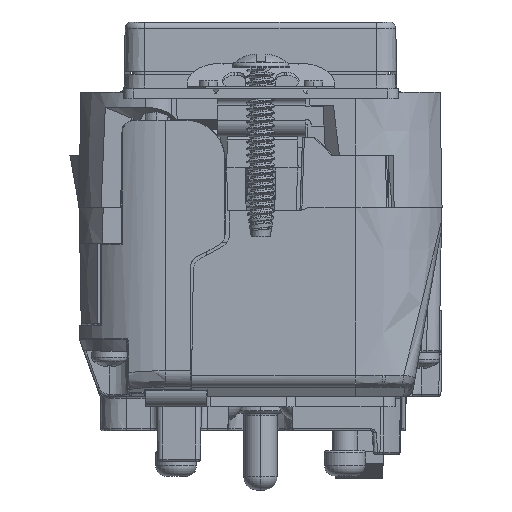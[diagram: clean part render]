
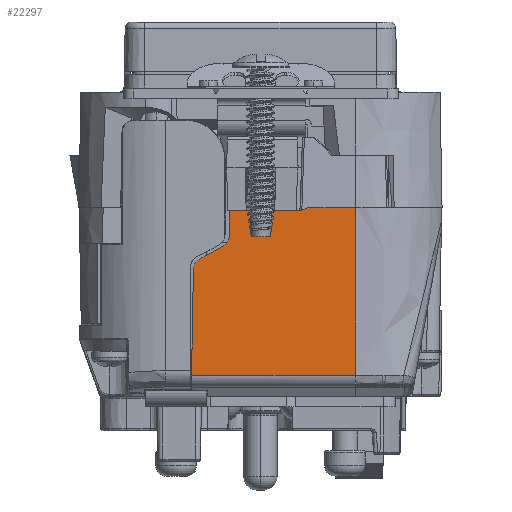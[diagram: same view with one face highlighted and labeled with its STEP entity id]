
A CAD part, front view. The second image highlights one B-rep face of the part: STEP entity #22297.
In plain terms, the highlighted planar face has unit normal (0, -1, -0.018).
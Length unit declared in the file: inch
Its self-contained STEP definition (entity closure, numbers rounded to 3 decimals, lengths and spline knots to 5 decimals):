
#230 = ORIENTED_EDGE ( 'NONE', *, *, #20472, .T. ) ;
#1618 = VERTEX_POINT ( 'NONE', #88842 ) ;
#2308 = CARTESIAN_POINT ( 'NONE',  ( 1.71207, 0.83673, 2.05274 ) ) ;
#4538 = CARTESIAN_POINT ( 'NONE',  ( 1.71305, 0.82277, 2.85222 ) ) ;
#6166 = PLANE ( 'NONE',  #107727 ) ;
#6989 = CARTESIAN_POINT ( 'NONE',  ( 1.45282, 0.82301, 2.83868 ) ) ;
#7631 = CARTESIAN_POINT ( 'NONE',  ( 1.45288, 0.823, 2.83907 ) ) ;
#9184 = DIRECTION ( 'NONE',  ( -1., 0., 0. ) ) ;
#10272 = DIRECTION ( 'NONE',  ( -1., 0., 0. ) ) ;
#11872 = CARTESIAN_POINT ( 'NONE',  ( 1.08318, 0.82596, 2.66972 ) ) ;
#12522 = CARTESIAN_POINT ( 'NONE',  ( 1.01276, 0.8267, 2.62732 ) ) ;
#15903 = CARTESIAN_POINT ( 'NONE',  ( 1.71273, 0.83673, 2.05274 ) ) ;
#17637 = VERTEX_POINT ( 'NONE', #145552 ) ;
#20326 = LINE ( 'NONE', #140837, #82779 ) ;
#20472 = EDGE_CURVE ( 'NONE', #123820, #175675, #100309, .T. ) ;
#22297 = ADVANCED_FACE ( 'NONE', ( #107512 ), #6166, .T. ) ;
#22917 = DIRECTION ( 'NONE',  ( 0., -1., -0.017 ) ) ;
#26901 = CARTESIAN_POINT ( 'NONE',  ( 1.71305, 0.83673, 2.05274 ) ) ;
#27291 = ORIENTED_EDGE ( 'NONE', *, *, #116094, .F. ) ;
#28111 =( BOUNDED_CURVE ( )  B_SPLINE_CURVE ( 3, ( #154323, #85702, #85076, #158171 ),
 .UNSPECIFIED., .F., .T. ) 
 B_SPLINE_CURVE_WITH_KNOTS ( ( 4, 4 ),
 ( 1.5708, 2.55667 ),
 .UNSPECIFIED. ) 
 CURVE ( )  GEOMETRIC_REPRESENTATION_ITEM ( )  RATIONAL_B_SPLINE_CURVE ( ( 1., 0.921, 0.921, 1. ) ) 
 REPRESENTATION_ITEM ( '' )  );
#28117 = DIRECTION ( 'NONE',  ( -0.017, 0.017, -1. ) ) ;
#28528 = CARTESIAN_POINT ( 'NONE',  ( 0.93921, 0.82793, 2.55689 ) ) ;
#29466 = EDGE_CURVE ( 'NONE', #153929, #107986, #186867, .T. ) ;
#30118 = CARTESIAN_POINT ( 'NONE',  ( 1.11005, 0.82509, 2.71975 ) ) ;
#30446 = CARTESIAN_POINT ( 'NONE',  ( 0.97509, 0.82699, 2.61079 ) ) ;
#32783 = CARTESIAN_POINT ( 'NONE',  ( 1.45288, 0.823, 2.83907 ) ) ;
#34848 = CARTESIAN_POINT ( 'NONE',  ( 1.71305, 0.83673, 2.05274 ) ) ;
#38573 = CARTESIAN_POINT ( 'NONE',  ( 1.45259, 0.82303, 2.83722 ) ) ;
#39429 = CARTESIAN_POINT ( 'NONE',  ( 0.93921, 0.82793, 2.55689 ) ) ;
#39804 = CARTESIAN_POINT ( 'NONE',  ( 1.45266, 0.82303, 2.83765 ) ) ;
#41270 = DIRECTION ( 'NONE',  ( 0., 0.017, -1. ) ) ;
#41557 = CARTESIAN_POINT ( 'NONE',  ( 0.97509, 0.82699, 2.61079 ) ) ;
#44520 = EDGE_CURVE ( 'NONE', #108237, #153929, #171116, .T. ) ;
#46841 = CARTESIAN_POINT ( 'NONE',  ( 1.71207, 0.83673, 2.05274 ) ) ;
#49226 = VECTOR ( 'NONE', #41270, 39.37008 ) ;
#53105 = CARTESIAN_POINT ( 'NONE',  ( 1.71305, 0.82303, 2.83722 ) ) ;
#53497 = ORIENTED_EDGE ( 'NONE', *, *, #44520, .T. ) ;
#59952 = CARTESIAN_POINT ( 'NONE',  ( 0.93041, 0.83673, 2.05274 ) ) ;
#60761 =( BOUNDED_CURVE ( )  B_SPLINE_CURVE ( 3, ( #41557, #12522, #72067, #11872 ),
 .UNSPECIFIED., .F., .T. ) 
 B_SPLINE_CURVE_WITH_KNOTS ( ( 4, 4 ),
 ( 3.55508, 3.72651 ),
 .UNSPECIFIED. ) 
 CURVE ( )  GEOMETRIC_REPRESENTATION_ITEM ( )  RATIONAL_B_SPLINE_CURVE ( ( 1., 0.998, 0.998, 1. ) ) 
 REPRESENTATION_ITEM ( '' )  );
#64533 = EDGE_CURVE ( 'NONE', #160736, #17637, #28111, .T. ) ;
#66436 = ORIENTED_EDGE ( 'NONE', *, *, #175150, .T. ) ;
#72067 = CARTESIAN_POINT ( 'NONE',  ( 1.04888, 0.82636, 2.64701 ) ) ;
#73914 = ORIENTED_EDGE ( 'NONE', *, *, #189294, .T. ) ;
#74724 = CARTESIAN_POINT ( 'NONE',  ( 1.71205, 0.83673, 2.05274 ) ) ;
#77739 = ORIENTED_EDGE ( 'NONE', *, *, #121882, .T. ) ;
#79271 = VERTEX_POINT ( 'NONE', #114073 ) ;
#82779 = VECTOR ( 'NONE', #155813, 39.37008 ) ;
#85076 = CARTESIAN_POINT ( 'NONE',  ( 1.10032, 0.82576, 2.68108 ) ) ;
#85702 = CARTESIAN_POINT ( 'NONE',  ( 1.11005, 0.82544, 2.69919 ) ) ;
#85897 = CARTESIAN_POINT ( 'NONE',  ( 1.11005, 0.82303, 2.83722 ) ) ;
#86174 = CARTESIAN_POINT ( 'NONE',  ( 1.49491, 0.82274, 2.85437 ) ) ;
#86630 = LINE ( 'NONE', #86174, #112067 ) ;
#86983 = CARTESIAN_POINT ( 'NONE',  ( 0.92948, 0.83766, 1.99949 ) ) ;
#87168 = LINE ( 'NONE', #53105, #101094 ) ;
#88412 = EDGE_CURVE ( 'NONE', #166064, #1618, #116848, .T. ) ;
#88842 = CARTESIAN_POINT ( 'NONE',  ( 1.48901, 0.82277, 2.85222 ) ) ;
#90849 = CARTESIAN_POINT ( 'NONE',  ( 1.71206, 0.83673, 2.05274 ) ) ;
#96486 = ORIENTED_EDGE ( 'NONE', *, *, #29466, .T. ) ;
#97249 = CARTESIAN_POINT ( 'NONE',  ( 1.71305, 0.82277, 2.85222 ) ) ;
#99782 = DIRECTION ( 'NONE',  ( -0.94, 0.006, -0.342 ) ) ;
#100309 =( BOUNDED_CURVE ( )  B_SPLINE_CURVE ( 3, ( #30446, #177119, #131938, #28528 ),
 .UNSPECIFIED., .F., .T. ) 
 B_SPLINE_CURVE_WITH_KNOTS ( ( 4, 4 ),
 ( 0.41348, 1.55334 ),
 .UNSPECIFIED. ) 
 CURVE ( )  GEOMETRIC_REPRESENTATION_ITEM ( )  RATIONAL_B_SPLINE_CURVE ( ( 1., 0.895, 0.895, 1. ) ) 
 REPRESENTATION_ITEM ( '' )  );
#101094 = VECTOR ( 'NONE', #9184, 39.37008 ) ;
#104175 = ORIENTED_EDGE ( 'NONE', *, *, #188266, .T. ) ;
#107512 = FACE_OUTER_BOUND ( 'NONE', #127444, .T. ) ;
#107727 = AXIS2_PLACEMENT_3D ( 'NONE', #97249, #22917, #139265 ) ;
#107986 = VERTEX_POINT ( 'NONE', #26901 ) ;
#108237 = VERTEX_POINT ( 'NONE', #59952 ) ;
#108342 = VERTEX_POINT ( 'NONE', #32783 ) ;
#112067 = VECTOR ( 'NONE', #99782, 39.37008 ) ;
#114073 = CARTESIAN_POINT ( 'NONE',  ( 1.45259, 0.82303, 2.83722 ) ) ;
#116094 = EDGE_CURVE ( 'NONE', #123820, #17637, #60761, .T. ) ;
#116848 = LINE ( 'NONE', #165948, #169968 ) ;
#120600 = EDGE_CURVE ( 'NONE', #79271, #178209, #87168, .T. ) ;
#121882 = EDGE_CURVE ( 'NONE', #1618, #108342, #86630, .T. ) ;
#123820 = VERTEX_POINT ( 'NONE', #164461 ) ;
#127444 = EDGE_LOOP ( 'NONE', ( #104175, #53497, #96486, #73914, #168557, #77739, #66436, #135831, #140238, #182059, #27291, #230 ) ) ;
#127885 = LINE ( 'NONE', #175710, #49226 ) ;
#131938 = CARTESIAN_POINT ( 'NONE',  ( 0.93963, 0.82751, 2.58101 ) ) ;
#134158 = CARTESIAN_POINT ( 'NONE',  ( 1.7124, 0.83673, 2.05274 ) ) ;
#135406 = CARTESIAN_POINT ( 'NONE',  ( 1.71205, 0.83673, 2.05274 ) ) ;
#135831 = ORIENTED_EDGE ( 'NONE', *, *, #120600, .T. ) ;
#139265 = DIRECTION ( 'NONE',  ( 0., 0.017, -1. ) ) ;
#139549 = DIRECTION ( 'NONE',  ( 1., 0., 0. ) ) ;
#140238 = ORIENTED_EDGE ( 'NONE', *, *, #163606, .T. ) ;
#140837 = CARTESIAN_POINT ( 'NONE',  ( 1.71305, 0.82277, 2.85222 ) ) ;
#145552 = CARTESIAN_POINT ( 'NONE',  ( 1.08318, 0.82596, 2.66972 ) ) ;
#150233 = VECTOR ( 'NONE', #28117, 39.37008 ) ;
#153929 = VERTEX_POINT ( 'NONE', #74724 ) ;
#154323 = CARTESIAN_POINT ( 'NONE',  ( 1.11005, 0.82509, 2.71975 ) ) ;
#155813 = DIRECTION ( 'NONE',  ( 0., -0.017, 1. ) ) ;
#158171 = CARTESIAN_POINT ( 'NONE',  ( 1.08318, 0.82596, 2.66972 ) ) ;
#160736 = VERTEX_POINT ( 'NONE', #30118 ) ;
#161748 = LINE ( 'NONE', #86983, #150233 ) ;
#161975 = VECTOR ( 'NONE', #139549, 39.37008 ) ;
#162703 = CARTESIAN_POINT ( 'NONE',  ( 1.71305, 0.83673, 2.05274 ) ) ;
#163606 = EDGE_CURVE ( 'NONE', #178209, #160736, #127885, .T. ) ;
#164461 = CARTESIAN_POINT ( 'NONE',  ( 0.97509, 0.82699, 2.61079 ) ) ;
#165948 = CARTESIAN_POINT ( 'NONE',  ( 1.71305, 0.82277, 2.85222 ) ) ;
#166064 = VERTEX_POINT ( 'NONE', #4538 ) ;
#168557 = ORIENTED_EDGE ( 'NONE', *, *, #88412, .T. ) ;
#169968 = VECTOR ( 'NONE', #10272, 39.37008 ) ;
#171116 = LINE ( 'NONE', #34848, #161975 ) ;
#175150 = EDGE_CURVE ( 'NONE', #108342, #79271, #186657, .T. ) ;
#175675 = VERTEX_POINT ( 'NONE', #39429 ) ;
#175710 = CARTESIAN_POINT ( 'NONE',  ( 1.11005, 0.82277, 2.85222 ) ) ;
#177119 = CARTESIAN_POINT ( 'NONE',  ( 0.953, 0.82716, 2.60109 ) ) ;
#178209 = VERTEX_POINT ( 'NONE', #85897 ) ;
#182059 = ORIENTED_EDGE ( 'NONE', *, *, #64533, .T. ) ;
#186657 = B_SPLINE_CURVE_WITH_KNOTS ( 'NONE', 3,
 ( #7631, #6989, #39804, #38573 ),
 .UNSPECIFIED., .F., .F.,
 ( 4, 4 ),
 ( 0., 1. ),
 .UNSPECIFIED. ) ;
#186867 = B_SPLINE_CURVE_WITH_KNOTS ( 'NONE', 3,
 ( #135406, #90849, #46841, #2308, #134158, #15903, #162703 ),
 .UNSPECIFIED., .F., .F.,
 ( 4, 3, 4 ),
 ( 0., 0., 0.00003 ),
 .UNSPECIFIED. ) ;
#188266 = EDGE_CURVE ( 'NONE', #175675, #108237, #161748, .T. ) ;
#189294 = EDGE_CURVE ( 'NONE', #107986, #166064, #20326, .T. ) ;
